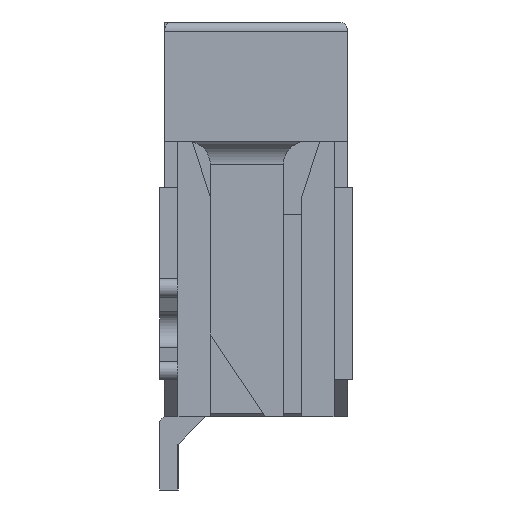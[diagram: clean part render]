
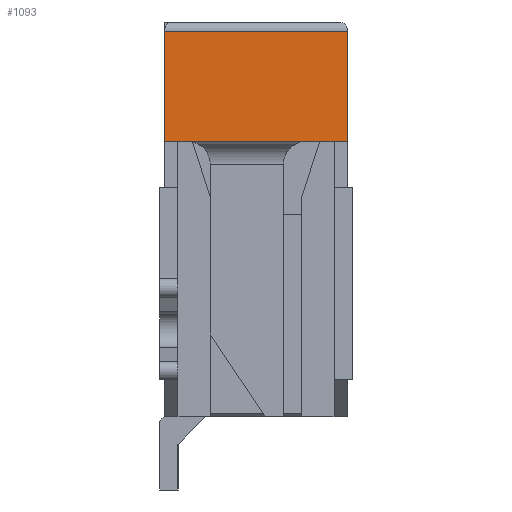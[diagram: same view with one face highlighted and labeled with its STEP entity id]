
A CAD part, left-side view. The second image highlights one B-rep face of the part: STEP entity #1093.
In plain terms, the highlighted planar face has unit normal (-1, 0, 0).
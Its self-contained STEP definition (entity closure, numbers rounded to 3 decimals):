
#1093 = ADVANCED_FACE( '', ( #2442 ), #2443, .T. );
#2442 = FACE_OUTER_BOUND( '', #4141, .T. );
#2443 = PLANE( '', #4142 );
#4141 = EDGE_LOOP( '', ( #6673, #6674, #6675, #6676 ) );
#4142 = AXIS2_PLACEMENT_3D( '', #6677, #6678, #6679 );
#6673 = ORIENTED_EDGE( '', *, *, #12062, .F. );
#6674 = ORIENTED_EDGE( '', *, *, #11765, .T. );
#6675 = ORIENTED_EDGE( '', *, *, #11938, .T. );
#6676 = ORIENTED_EDGE( '', *, *, #12063, .F. );
#6677 = CARTESIAN_POINT( '', ( -8.2, -1., 0.65 ) );
#6678 = DIRECTION( '', ( -1., 0., 0. ) );
#6679 = DIRECTION( '', ( 0., 0., 1. ) );
#11765 = EDGE_CURVE( '', #14489, #14494, #14496, .T. );
#11938 = EDGE_CURVE( '', #14494, #14786, #14787, .T. );
#12062 = EDGE_CURVE( '', #14489, #14990, #14991, .T. );
#12063 = EDGE_CURVE( '', #14990, #14786, #14992, .T. );
#14489 = VERTEX_POINT( '', #18384 );
#14494 = VERTEX_POINT( '', #18390 );
#14496 = LINE( '', #18392, #18393 );
#14786 = VERTEX_POINT( '', #18818 );
#14787 = LINE( '', #18819, #18820 );
#14990 = VERTEX_POINT( '', #19114 );
#14991 = LINE( '', #19115, #19116 );
#14992 = LINE( '', #19117, #19118 );
#18384 = CARTESIAN_POINT( '', ( -8.2, -1., 0.55 ) );
#18390 = CARTESIAN_POINT( '', ( -8.2, 1., 0.55 ) );
#18392 = CARTESIAN_POINT( '', ( -8.2, 1., 0.55 ) );
#18393 = VECTOR( '', #22828, 1000. );
#18818 = CARTESIAN_POINT( '', ( -8.2, 1., -0.65 ) );
#18819 = CARTESIAN_POINT( '', ( -8.2, 1., 0.65 ) );
#18820 = VECTOR( '', #22979, 1000. );
#19114 = CARTESIAN_POINT( '', ( -8.2, -1., -0.65 ) );
#19115 = CARTESIAN_POINT( '', ( -8.2, -1., 0.65 ) );
#19116 = VECTOR( '', #23101, 1000. );
#19117 = CARTESIAN_POINT( '', ( -8.2, -1., -0.65 ) );
#19118 = VECTOR( '', #23102, 1000. );
#22828 = DIRECTION( '', ( 0., 1., 0. ) );
#22979 = DIRECTION( '', ( 0., 0., -1. ) );
#23101 = DIRECTION( '', ( 0., 0., -1. ) );
#23102 = DIRECTION( '', ( 0., 1., 0. ) );
